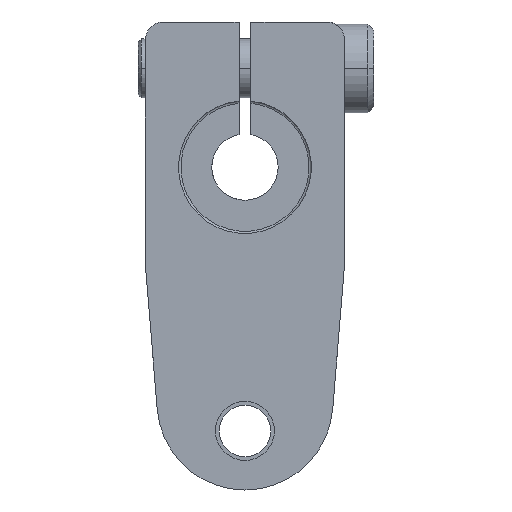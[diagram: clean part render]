
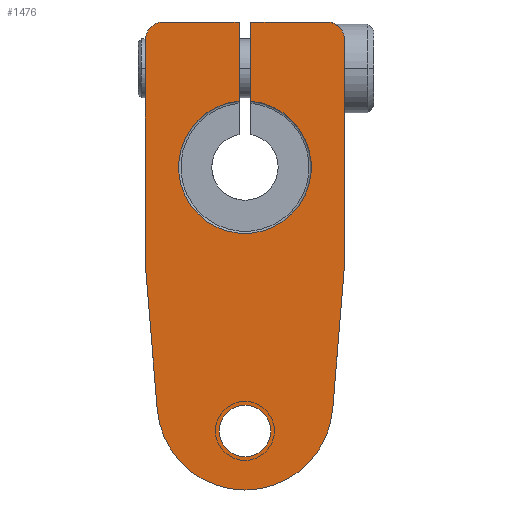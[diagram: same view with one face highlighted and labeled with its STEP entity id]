
A CAD part, front view. The second image highlights one B-rep face of the part: STEP entity #1476.
In plain terms, the highlighted planar face has unit normal (0, -1, 0).
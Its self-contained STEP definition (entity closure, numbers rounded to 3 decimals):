
#114=DIRECTION('',(0.,0.,-1.));
#115=VECTOR('',#114,26.839);
#116=CARTESIAN_POINT('',(2.,0.,49.25));
#117=LINE('',#116,#115);
#122=DIRECTION('',(1.,0.,0.));
#123=VECTOR('',#122,25.75);
#124=CARTESIAN_POINT('',(2.,0.,49.25));
#125=LINE('',#124,#123);
#129=CARTESIAN_POINT('',(27.75,0.,43.25));
#130=DIRECTION('',(0.,-1.,0.));
#131=DIRECTION('',(1.,0.,0.));
#132=AXIS2_PLACEMENT_3D('',#129,#130,#131);
#137=DIRECTION('',(0.,0.,-1.));
#138=VECTOR('',#137,77.);
#139=CARTESIAN_POINT('',(33.75,0.,43.25));
#140=LINE('',#139,#138);
#144=DIRECTION('',(-0.082,0.,-0.997));
#145=VECTOR('',#144,48.545);
#146=CARTESIAN_POINT('',(33.75,0.,-33.75));
#147=LINE('',#146,#145);
#151=CARTESIAN_POINT('',(0.,0.,-79.681));
#152=DIRECTION('',(0.,1.,0.));
#153=DIRECTION('',(0.997,0.,-0.082));
#154=AXIS2_PLACEMENT_3D('',#151,#152,#153);
#159=DIRECTION('',(-0.082,0.,0.997));
#160=VECTOR('',#159,48.545);
#161=CARTESIAN_POINT('',(-29.768,0.,-82.131));
#162=LINE('',#161,#160);
#166=DIRECTION('',(0.,0.,1.));
#167=VECTOR('',#166,77.);
#168=CARTESIAN_POINT('',(-33.75,0.,-33.75));
#169=LINE('',#168,#167);
#173=CARTESIAN_POINT('',(-27.75,0.,43.25));
#174=DIRECTION('',(0.,-1.,0.));
#175=DIRECTION('',(0.,0.,1.));
#176=AXIS2_PLACEMENT_3D('',#173,#174,#175);
#181=DIRECTION('',(1.,0.,0.));
#182=VECTOR('',#181,25.75);
#183=CARTESIAN_POINT('',(-27.75,0.,49.25));
#184=LINE('',#183,#182);
#188=DIRECTION('',(0.,0.,-1.));
#189=VECTOR('',#188,26.839);
#190=CARTESIAN_POINT('',(-2.,0.,49.25));
#191=LINE('',#190,#189);
#195=CARTESIAN_POINT('',(0.,0.,-89.5));
#196=DIRECTION('',(0.,-1.,0.));
#197=DIRECTION('',(-1.,0.,0.));
#198=AXIS2_PLACEMENT_3D('',#195,#196,#197);
#203=CARTESIAN_POINT('',(0.,0.,-89.5));
#204=DIRECTION('',(0.,-1.,0.));
#205=DIRECTION('',(1.,0.,0.));
#206=AXIS2_PLACEMENT_3D('',#203,#204,#205);
#909=CARTESIAN_POINT('',(0.,0.,0.));
#910=DIRECTION('',(0.,1.,0.));
#911=DIRECTION('',(0.089,0.,0.996));
#912=AXIS2_PLACEMENT_3D('',#909,#910,#911);
#1256=CARTESIAN_POINT('',(33.75,0.,43.25));
#1257=CARTESIAN_POINT('',(27.75,0.,49.25));
#1258=VERTEX_POINT('',#1256);
#1259=VERTEX_POINT('',#1257);
#1260=CARTESIAN_POINT('',(-27.75,0.,49.25));
#1261=CARTESIAN_POINT('',(-33.75,0.,43.25));
#1262=VERTEX_POINT('',#1260);
#1263=VERTEX_POINT('',#1261);
#1264=CARTESIAN_POINT('',(33.75,0.,-33.75));
#1265=VERTEX_POINT('',#1264);
#1266=CARTESIAN_POINT('',(-33.75,0.,-33.75));
#1267=VERTEX_POINT('',#1266);
#1280=CARTESIAN_POINT('',(-8.75,0.,-89.5));
#1281=CARTESIAN_POINT('',(8.75,0.,-89.5));
#1282=VERTEX_POINT('',#1280);
#1283=VERTEX_POINT('',#1281);
#1324=CARTESIAN_POINT('',(29.768,0.,-82.131));
#1325=VERTEX_POINT('',#1324);
#1326=CARTESIAN_POINT('',(-29.768,0.,-82.131));
#1327=VERTEX_POINT('',#1326);
#1329=CARTESIAN_POINT('',(2.,0.,49.25));
#1330=CARTESIAN_POINT('',(2.,0.,22.411));
#1331=VERTEX_POINT('',#1329);
#1332=VERTEX_POINT('',#1330);
#1333=CARTESIAN_POINT('',(-2.,0.,49.25));
#1334=CARTESIAN_POINT('',(-2.,0.,22.411));
#1335=VERTEX_POINT('',#1333);
#1336=VERTEX_POINT('',#1334);
#1439=CARTESIAN_POINT('',(0.,0.,0.));
#1440=DIRECTION('',(0.,1.,0.));
#1441=DIRECTION('',(0.,0.,-1.));
#1442=AXIS2_PLACEMENT_3D('',#1439,#1440,#1441);
#1443=PLANE('',#1442);
#1445=ORIENTED_EDGE('',*,*,#1444,.F.);
#1447=ORIENTED_EDGE('',*,*,#1446,.T.);
#1449=ORIENTED_EDGE('',*,*,#1448,.F.);
#1451=ORIENTED_EDGE('',*,*,#1450,.T.);
#1453=ORIENTED_EDGE('',*,*,#1452,.T.);
#1455=ORIENTED_EDGE('',*,*,#1454,.T.);
#1457=ORIENTED_EDGE('',*,*,#1456,.T.);
#1459=ORIENTED_EDGE('',*,*,#1458,.T.);
#1461=ORIENTED_EDGE('',*,*,#1460,.F.);
#1463=ORIENTED_EDGE('',*,*,#1462,.T.);
#1465=ORIENTED_EDGE('',*,*,#1464,.T.);
#1467=ORIENTED_EDGE('',*,*,#1466,.F.);
#1468=EDGE_LOOP('',(#1445,#1447,#1449,#1451,#1453,#1455,#1457,#1459,#1461,#1463,
#1465,#1467));
#1469=FACE_OUTER_BOUND('',#1468,.F.);
#1471=ORIENTED_EDGE('',*,*,#1470,.T.);
#1473=ORIENTED_EDGE('',*,*,#1472,.T.);
#1474=EDGE_LOOP('',(#1471,#1473));
#1475=FACE_BOUND('',#1474,.F.);
#1476=ADVANCED_FACE('',(#1469,#1475),#1443,.F.);
#133=CIRCLE('',#132,6.);
#155=CIRCLE('',#154,29.869);
#177=CIRCLE('',#176,6.);
#199=CIRCLE('',#198,8.75);
#207=CIRCLE('',#206,8.75);
#913=CIRCLE('',#912,22.5);
#1444=EDGE_CURVE('',#1331,#1332,#117,.T.);
#1446=EDGE_CURVE('',#1331,#1259,#125,.T.);
#1448=EDGE_CURVE('',#1258,#1259,#133,.T.);
#1450=EDGE_CURVE('',#1258,#1265,#140,.T.);
#1452=EDGE_CURVE('',#1265,#1325,#147,.T.);
#1454=EDGE_CURVE('',#1325,#1327,#155,.T.);
#1456=EDGE_CURVE('',#1327,#1267,#162,.T.);
#1458=EDGE_CURVE('',#1267,#1263,#169,.T.);
#1460=EDGE_CURVE('',#1262,#1263,#177,.T.);
#1462=EDGE_CURVE('',#1262,#1335,#184,.T.);
#1464=EDGE_CURVE('',#1335,#1336,#191,.T.);
#1466=EDGE_CURVE('',#1332,#1336,#913,.T.);
#1470=EDGE_CURVE('',#1282,#1283,#199,.T.);
#1472=EDGE_CURVE('',#1283,#1282,#207,.T.);
